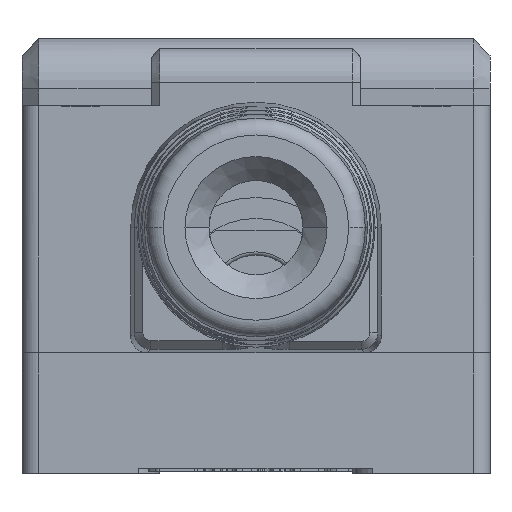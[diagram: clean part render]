
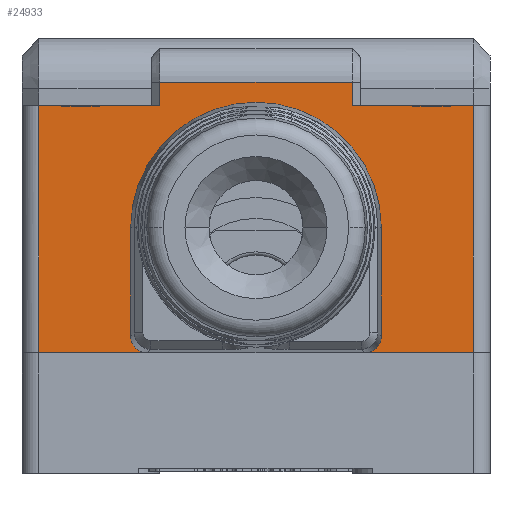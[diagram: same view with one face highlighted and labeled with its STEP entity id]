
A CAD part, front view. The second image highlights one B-rep face of the part: STEP entity #24933.
In plain terms, the highlighted planar face has unit normal (0, -1, 0).
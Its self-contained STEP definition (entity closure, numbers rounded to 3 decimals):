
#1437=CARTESIAN_POINT('',(0.,-56.2,14.7));
#1438=DIRECTION('',(0.,-1.,0.));
#1439=DIRECTION('',(1.,0.,0.017));
#1440=AXIS2_PLACEMENT_3D('',#1437,#1438,#1439);
#1442=CARTESIAN_POINT('',(0.,-56.2,13.25));
#1443=DIRECTION('',(0.,-1.,0.));
#1444=DIRECTION('',(-0.967,0.,0.255));
#1445=AXIS2_PLACEMENT_3D('',#1442,#1443,#1444);
#1447=DIRECTION('',(0.,0.,1.));
#1448=VECTOR('',#1447,7.05);
#1449=CARTESIAN_POINT('',(-6.1,-56.2,6.2));
#1450=LINE('',#1449,#1448);
#1451=DIRECTION('',(-1.,0.,0.));
#1452=VECTOR('',#1451,0.781);
#1453=CARTESIAN_POINT('',(-9.719,-56.2,6.2));
#1454=LINE('',#1453,#1452);
#1455=DIRECTION('',(0.,0.,1.));
#1456=VECTOR('',#1455,0.5);
#1457=CARTESIAN_POINT('',(-10.5,-56.2,5.7));
#1458=LINE('',#1457,#1456);
#1459=DIRECTION('',(0.,0.,-1.));
#1460=VECTOR('',#1459,1.);
#1461=CARTESIAN_POINT('',(-13.25,-56.2,6.7));
#1462=LINE('',#1461,#1460);
#1463=DIRECTION('',(1.,0.,0.));
#1464=VECTOR('',#1463,0.25);
#1465=CARTESIAN_POINT('',(-13.25,-56.2,6.7));
#1466=LINE('',#1465,#1464);
#1467=DIRECTION('',(0.,0.,1.));
#1468=VECTOR('',#1467,15.3);
#1469=CARTESIAN_POINT('',(-13.,-56.2,6.7));
#1470=LINE('',#1469,#1468);
#1471=DIRECTION('',(0.,0.,-1.));
#1472=VECTOR('',#1471,1.4);
#1473=CARTESIAN_POINT('',(-5.75,-56.2,23.4));
#1474=LINE('',#1473,#1472);
#1475=DIRECTION('',(1.,0.,0.));
#1476=VECTOR('',#1475,11.5);
#1477=CARTESIAN_POINT('',(-5.75,-56.2,23.4));
#1478=LINE('',#1477,#1476);
#1479=DIRECTION('',(0.,0.,1.));
#1480=VECTOR('',#1479,1.4);
#1481=CARTESIAN_POINT('',(5.75,-56.2,22.));
#1482=LINE('',#1481,#1480);
#1483=DIRECTION('',(0.,0.,-1.));
#1484=VECTOR('',#1483,15.3);
#1485=CARTESIAN_POINT('',(13.,-56.2,22.));
#1486=LINE('',#1485,#1484);
#1487=DIRECTION('',(1.,0.,0.));
#1488=VECTOR('',#1487,0.25);
#1489=CARTESIAN_POINT('',(13.,-56.2,6.7));
#1490=LINE('',#1489,#1488);
#1491=DIRECTION('',(0.,0.,-1.));
#1492=VECTOR('',#1491,1.);
#1493=CARTESIAN_POINT('',(13.25,-56.2,6.7));
#1494=LINE('',#1493,#1492);
#1495=DIRECTION('',(0.,0.,1.));
#1496=VECTOR('',#1495,0.5);
#1497=CARTESIAN_POINT('',(10.5,-56.2,5.7));
#1498=LINE('',#1497,#1496);
#1499=DIRECTION('',(-1.,0.,0.));
#1500=VECTOR('',#1499,0.781);
#1501=CARTESIAN_POINT('',(10.5,-56.2,6.2));
#1502=LINE('',#1501,#1500);
#1503=DIRECTION('',(0.,0.,1.));
#1504=VECTOR('',#1503,7.05);
#1505=CARTESIAN_POINT('',(6.1,-56.2,6.2));
#1506=LINE('',#1505,#1504);
#1507=CARTESIAN_POINT('',(0.,-56.2,13.25));
#1508=DIRECTION('',(0.,-1.,0.));
#1509=DIRECTION('',(1.,0.,0.));
#1510=AXIS2_PLACEMENT_3D('',#1507,#1508,#1509);
#5030=DIRECTION('',(1.,0.,0.));
#5031=VECTOR('',#5030,2.75);
#5032=CARTESIAN_POINT('',(-13.25,-56.2,5.7));
#5033=LINE('',#5032,#5031);
#5048=DIRECTION('',(1.,0.,0.));
#5049=VECTOR('',#5048,2.75);
#5050=CARTESIAN_POINT('',(10.5,-56.2,5.7));
#5051=LINE('',#5050,#5049);
#5163=DIRECTION('',(-1.,0.,0.));
#5164=VECTOR('',#5163,7.25);
#5165=CARTESIAN_POINT('',(-5.75,-56.2,22.));
#5166=LINE('',#5165,#5164);
#6149=DIRECTION('',(-1.,0.,0.));
#6150=VECTOR('',#6149,7.25);
#6151=CARTESIAN_POINT('',(13.,-56.2,22.));
#6152=LINE('',#6151,#6150);
#8533=DIRECTION('',(1.,0.,0.));
#8534=VECTOR('',#8533,3.619);
#8535=CARTESIAN_POINT('',(-9.719,-56.2,6.2));
#8536=LINE('',#8535,#8534);
#8549=DIRECTION('',(1.,0.,0.));
#8550=VECTOR('',#8549,3.619);
#8551=CARTESIAN_POINT('',(6.1,-56.2,6.2));
#8552=LINE('',#8551,#8550);
#20779=CARTESIAN_POINT('',(-13.25,-56.2,5.7));
#20780=CARTESIAN_POINT('',(-10.5,-56.2,5.7));
#20781=VERTEX_POINT('',#20779);
#20782=VERTEX_POINT('',#20780);
#20783=CARTESIAN_POINT('',(10.5,-56.2,5.7));
#20784=CARTESIAN_POINT('',(13.25,-56.2,5.7));
#20785=VERTEX_POINT('',#20783);
#20786=VERTEX_POINT('',#20784);
#20859=CARTESIAN_POINT('',(13.25,-56.2,6.7));
#20860=VERTEX_POINT('',#20859);
#20861=CARTESIAN_POINT('',(-13.25,-56.2,6.7));
#20862=VERTEX_POINT('',#20861);
#20923=CARTESIAN_POINT('',(-13.,-56.2,22.));
#20924=VERTEX_POINT('',#20923);
#20925=CARTESIAN_POINT('',(13.,-56.2,22.));
#20926=VERTEX_POINT('',#20925);
#21023=CARTESIAN_POINT('',(-5.75,-56.2,23.4));
#21024=CARTESIAN_POINT('',(-5.75,-56.2,22.));
#21025=VERTEX_POINT('',#21023);
#21026=VERTEX_POINT('',#21024);
#21043=CARTESIAN_POINT('',(5.75,-56.2,23.4));
#21044=VERTEX_POINT('',#21043);
#21047=CARTESIAN_POINT('',(5.75,-56.2,22.));
#21048=VERTEX_POINT('',#21047);
#21785=CARTESIAN_POINT('',(-9.719,-56.2,6.2));
#21786=CARTESIAN_POINT('',(-6.1,-56.2,6.2));
#21787=VERTEX_POINT('',#21785);
#21788=VERTEX_POINT('',#21786);
#21789=CARTESIAN_POINT('',(6.1,-56.2,6.2));
#21790=CARTESIAN_POINT('',(9.719,-56.2,6.2));
#21791=VERTEX_POINT('',#21789);
#21792=VERTEX_POINT('',#21790);
#21870=CARTESIAN_POINT('',(-13.,-56.2,6.7));
#21872=VERTEX_POINT('',#21870);
#21874=CARTESIAN_POINT('',(13.,-56.2,6.7));
#21876=VERTEX_POINT('',#21874);
#21889=CARTESIAN_POINT('',(-10.5,-56.2,6.2));
#21891=VERTEX_POINT('',#21889);
#21894=CARTESIAN_POINT('',(10.5,-56.2,6.2));
#21896=VERTEX_POINT('',#21894);
#21909=CARTESIAN_POINT('',(-6.1,-56.2,13.25));
#21910=VERTEX_POINT('',#21909);
#21911=CARTESIAN_POINT('',(6.1,-56.2,13.25));
#21912=VERTEX_POINT('',#21911);
#22360=CARTESIAN_POINT('',(5.899,-56.2,14.803));
#22361=CARTESIAN_POINT('',(-5.899,-56.2,14.803));
#22362=VERTEX_POINT('',#22360);
#22363=VERTEX_POINT('',#22361);
#24879=CARTESIAN_POINT('',(-13.9,-56.2,6.7));
#24880=DIRECTION('',(0.,-1.,0.));
#24881=DIRECTION('',(0.,0.,-1.));
#24882=AXIS2_PLACEMENT_3D('',#24879,#24880,#24881);
#24883=PLANE('',#24882);
#24884=ORIENTED_EDGE('',*,*,#24863,.T.);
#24886=ORIENTED_EDGE('',*,*,#24885,.T.);
#24888=ORIENTED_EDGE('',*,*,#24887,.F.);
#24890=ORIENTED_EDGE('',*,*,#24889,.F.);
#24892=ORIENTED_EDGE('',*,*,#24891,.T.);
#24894=ORIENTED_EDGE('',*,*,#24893,.F.);
#24896=ORIENTED_EDGE('',*,*,#24895,.F.);
#24898=ORIENTED_EDGE('',*,*,#24897,.F.);
#24900=ORIENTED_EDGE('',*,*,#24899,.T.);
#24902=ORIENTED_EDGE('',*,*,#24901,.T.);
#24904=ORIENTED_EDGE('',*,*,#24903,.F.);
#24906=ORIENTED_EDGE('',*,*,#24905,.F.);
#24908=ORIENTED_EDGE('',*,*,#24907,.T.);
#24910=ORIENTED_EDGE('',*,*,#24909,.F.);
#24912=ORIENTED_EDGE('',*,*,#24911,.F.);
#24914=ORIENTED_EDGE('',*,*,#24913,.T.);
#24916=ORIENTED_EDGE('',*,*,#24915,.T.);
#24918=ORIENTED_EDGE('',*,*,#24917,.T.);
#24920=ORIENTED_EDGE('',*,*,#24919,.F.);
#24922=ORIENTED_EDGE('',*,*,#24921,.T.);
#24924=ORIENTED_EDGE('',*,*,#24923,.T.);
#24926=ORIENTED_EDGE('',*,*,#24925,.F.);
#24928=ORIENTED_EDGE('',*,*,#24927,.T.);
#24930=ORIENTED_EDGE('',*,*,#24929,.T.);
#24931=EDGE_LOOP('',(#24884,#24886,#24888,#24890,#24892,#24894,#24896,#24898,
#24900,#24902,#24904,#24906,#24908,#24910,#24912,#24914,#24916,#24918,#24920,
#24922,#24924,#24926,#24928,#24930));
#24932=FACE_OUTER_BOUND('',#24931,.F.);
#24933=ADVANCED_FACE('',(#24932),#24883,.T.);
#1441=CIRCLE('',#1440,5.9);
#1446=CIRCLE('',#1445,6.1);
#1511=CIRCLE('',#1510,6.1);
#24863=EDGE_CURVE('',#22362,#22363,#1441,.T.);
#24885=EDGE_CURVE('',#22363,#21910,#1446,.T.);
#24887=EDGE_CURVE('',#21788,#21910,#1450,.T.);
#24889=EDGE_CURVE('',#21787,#21788,#8536,.T.);
#24891=EDGE_CURVE('',#21787,#21891,#1454,.T.);
#24893=EDGE_CURVE('',#20782,#21891,#1458,.T.);
#24895=EDGE_CURVE('',#20781,#20782,#5033,.T.);
#24897=EDGE_CURVE('',#20862,#20781,#1462,.T.);
#24899=EDGE_CURVE('',#20862,#21872,#1466,.T.);
#24901=EDGE_CURVE('',#21872,#20924,#1470,.T.);
#24903=EDGE_CURVE('',#21026,#20924,#5166,.T.);
#24905=EDGE_CURVE('',#21025,#21026,#1474,.T.);
#24907=EDGE_CURVE('',#21025,#21044,#1478,.T.);
#24909=EDGE_CURVE('',#21048,#21044,#1482,.T.);
#24911=EDGE_CURVE('',#20926,#21048,#6152,.T.);
#24913=EDGE_CURVE('',#20926,#21876,#1486,.T.);
#24915=EDGE_CURVE('',#21876,#20860,#1490,.T.);
#24917=EDGE_CURVE('',#20860,#20786,#1494,.T.);
#24919=EDGE_CURVE('',#20785,#20786,#5051,.T.);
#24921=EDGE_CURVE('',#20785,#21896,#1498,.T.);
#24923=EDGE_CURVE('',#21896,#21792,#1502,.T.);
#24925=EDGE_CURVE('',#21791,#21792,#8552,.T.);
#24927=EDGE_CURVE('',#21791,#21912,#1506,.T.);
#24929=EDGE_CURVE('',#21912,#22362,#1511,.T.);
